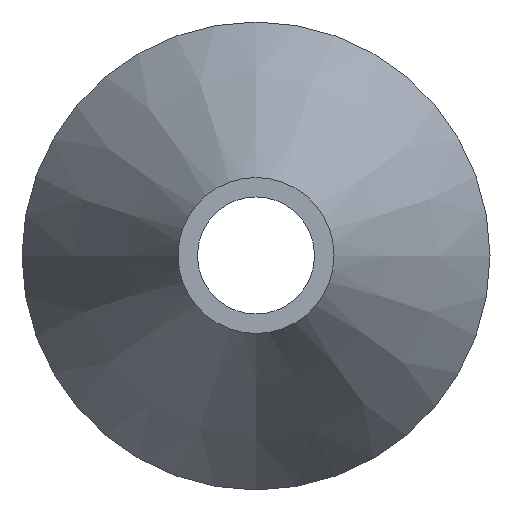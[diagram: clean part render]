
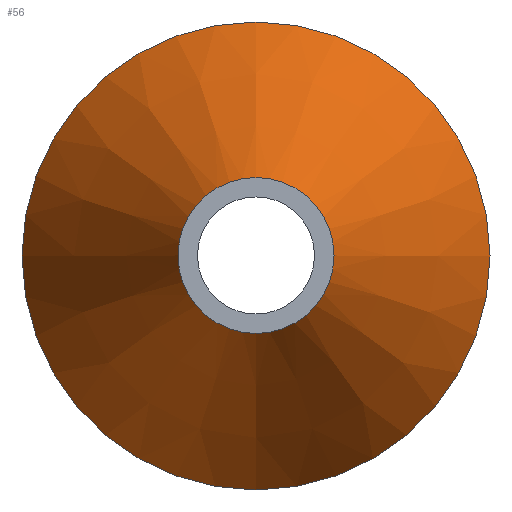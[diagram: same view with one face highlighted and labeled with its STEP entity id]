
A CAD part, top view. The second image highlights one B-rep face of the part: STEP entity #56.
In plain terms, the highlighted conical face has half-angle 28.072 degrees and reference radius 8 mm.
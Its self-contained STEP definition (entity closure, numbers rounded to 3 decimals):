
#56=ADVANCED_FACE('',(#85,#87),#89,.T.);
#85=FACE_OUTER_BOUND('',#86,.T.);
#86=EDGE_LOOP('',(#109));
#87=FACE_OUTER_BOUND('',#88,.T.);
#88=EDGE_LOOP('',(#110));
#89=CONICAL_SURFACE('',#90,8.,0.49);
#90=AXIS2_PLACEMENT_3D('',#91,#92,#93);
#91=CARTESIAN_POINT('',(0.,0.,7.5));
#92=DIRECTION('',(0.,0.,-1.));
#93=DIRECTION('',(-1.,0.,0.));
#109=ORIENTED_EDGE('',*,*,#113,.T.);
#110=ORIENTED_EDGE('',*,*,#117,.F.);
#113=EDGE_CURVE('',#118,#118,#119,.T.);
#117=EDGE_CURVE('',#126,#126,#127,.T.);
#118=VERTEX_POINT('',#128);
#119=CIRCLE('',#129,4.);
#126=VERTEX_POINT('',#148);
#127=CIRCLE('',#149,12.);
#128=CARTESIAN_POINT('',(-4.,0.,15.));
#129=AXIS2_PLACEMENT_3D('',#130,#131,#132);
#130=CARTESIAN_POINT('',(0.,0.,15.));
#131=DIRECTION('',(0.,0.,-1.));
#132=DIRECTION('',(-1.,0.,0.));
#148=CARTESIAN_POINT('',(-12.,0.,0.));
#149=AXIS2_PLACEMENT_3D('',#150,#151,#152);
#150=CARTESIAN_POINT('',(0.,0.,0.));
#151=DIRECTION('',(0.,0.,-1.));
#152=DIRECTION('',(-1.,0.,0.));
